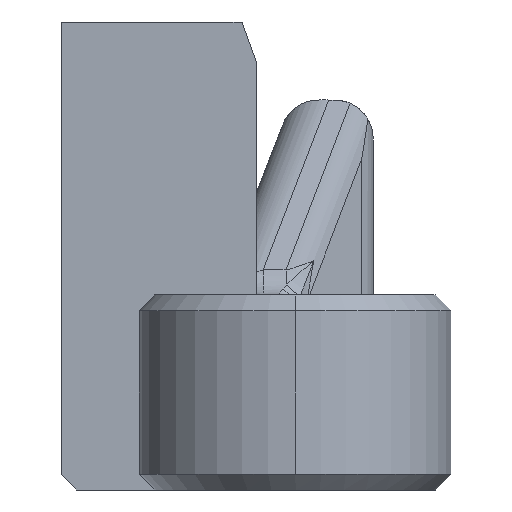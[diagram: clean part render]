
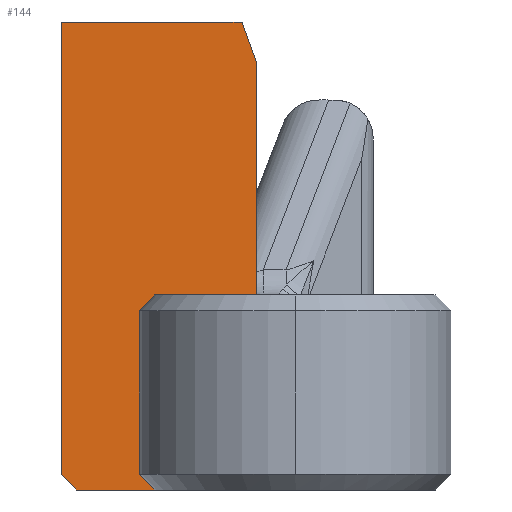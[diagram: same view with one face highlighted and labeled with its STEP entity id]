
A CAD part, left-side view. The second image highlights one B-rep face of the part: STEP entity #144.
In plain terms, the highlighted planar face has unit normal (-1, 0, 0).
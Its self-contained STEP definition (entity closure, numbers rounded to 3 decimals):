
#7 = ORIENTED_EDGE ( 'NONE', *, *, #291, .F. ) ;
#19 = EDGE_CURVE ( 'NONE', #1257, #1959, #2374, .T. ) ;
#27 = ORIENTED_EDGE ( 'NONE', *, *, #34, .F. ) ;
#31 = VERTEX_POINT ( 'NONE', #942 ) ;
#34 = EDGE_CURVE ( 'NONE', #932, #1171, #2434, .T. ) ;
#40 = LINE ( 'NONE', #1765, #693 ) ;
#44 = EDGE_CURVE ( 'NONE', #1171, #806, #437, .T. ) ;
#81 = ORIENTED_EDGE ( 'NONE', *, *, #812, .F. ) ;
#111 = VECTOR ( 'NONE', #2143, 1000. ) ;
#144 = ADVANCED_FACE ( 'NONE', ( #2015 ), #1052, .F. ) ;
#194 = VECTOR ( 'NONE', #765, 1000. ) ;
#215 = EDGE_CURVE ( 'NONE', #31, #1257, #2363, .T. ) ;
#291 = EDGE_CURVE ( 'NONE', #806, #1975, #1991, .T. ) ;
#384 = CARTESIAN_POINT ( 'NONE',  ( -29., 2., 5. ) ) ;
#397 = VECTOR ( 'NONE', #597, 1000. ) ;
#437 = LINE ( 'NONE', #1798, #1681 ) ;
#455 = DIRECTION ( 'NONE',  ( 0., -0.707, -0.707 ) ) ;
#486 = DIRECTION ( 'NONE',  ( 0., 0., -1. ) ) ;
#502 = CARTESIAN_POINT ( 'NONE',  ( -29., 14., 0. ) ) ;
#524 = VECTOR ( 'NONE', #2002, 1000. ) ;
#597 = DIRECTION ( 'NONE',  ( 0., 0., -1. ) ) ;
#634 = LINE ( 'NONE', #1377, #397 ) ;
#693 = VECTOR ( 'NONE', #1880, 1000. ) ;
#695 = CARTESIAN_POINT ( 'NONE',  ( -29., 2.364, 12. ) ) ;
#740 = EDGE_CURVE ( 'NONE', #1716, #932, #634, .T. ) ;
#741 = CARTESIAN_POINT ( 'NONE',  ( -29., 5., 4.6 ) ) ;
#743 = DIRECTION ( 'NONE',  ( 0., -1., 0. ) ) ;
#746 = CARTESIAN_POINT ( 'NONE',  ( -29., 5., 0.4 ) ) ;
#765 = DIRECTION ( 'NONE',  ( 0., 0., 1. ) ) ;
#806 = VERTEX_POINT ( 'NONE', #989 ) ;
#812 = EDGE_CURVE ( 'NONE', #1959, #1497, #1602, .T. ) ;
#817 = DIRECTION ( 'NONE',  ( 0., 1., 0. ) ) ;
#901 = ORIENTED_EDGE ( 'NONE', *, *, #1385, .F. ) ;
#913 = CARTESIAN_POINT ( 'NONE',  ( -29., 7., 12. ) ) ;
#932 = VERTEX_POINT ( 'NONE', #746 ) ;
#942 = CARTESIAN_POINT ( 'NONE',  ( -29., 7., 12. ) ) ;
#948 = LINE ( 'NONE', #384, #2416 ) ;
#973 = CARTESIAN_POINT ( 'NONE',  ( -29., 2., 5. ) ) ;
#981 = CARTESIAN_POINT ( 'NONE',  ( -29., 7., 0.4 ) ) ;
#989 = CARTESIAN_POINT ( 'NONE',  ( -29., 6.6, 0. ) ) ;
#1002 = DIRECTION ( 'NONE',  ( 1., 0., 0. ) ) ;
#1052 = PLANE ( 'NONE',  #1543 ) ;
#1086 = VECTOR ( 'NONE', #455, 1000. ) ;
#1171 = VERTEX_POINT ( 'NONE', #1995 ) ;
#1257 = VERTEX_POINT ( 'NONE', #1596 ) ;
#1273 = CARTESIAN_POINT ( 'NONE',  ( -29., 2., 11. ) ) ;
#1377 = CARTESIAN_POINT ( 'NONE',  ( -29., 5., 4.6 ) ) ;
#1385 = EDGE_CURVE ( 'NONE', #1975, #31, #2258, .T. ) ;
#1391 = ORIENTED_EDGE ( 'NONE', *, *, #740, .F. ) ;
#1445 = DIRECTION ( 'NONE',  ( 0., -0.342, -0.94 ) ) ;
#1451 = ORIENTED_EDGE ( 'NONE', *, *, #44, .F. ) ;
#1497 = VERTEX_POINT ( 'NONE', #973 ) ;
#1543 = AXIS2_PLACEMENT_3D ( 'NONE', #502, #1002, #486 ) ;
#1596 = CARTESIAN_POINT ( 'NONE',  ( -29., 2.364, 12. ) ) ;
#1602 = LINE ( 'NONE', #2164, #111 ) ;
#1681 = VECTOR ( 'NONE', #817, 1000. ) ;
#1716 = VERTEX_POINT ( 'NONE', #741 ) ;
#1721 = DIRECTION ( 'NONE',  ( 0., 1., 0. ) ) ;
#1742 = EDGE_LOOP ( 'NONE', ( #7, #1451, #27, #1391, #2430, #1830, #81, #1826, #1913, #901 ) ) ;
#1765 = CARTESIAN_POINT ( 'NONE',  ( -29., 4.6, 5. ) ) ;
#1775 = CARTESIAN_POINT ( 'NONE',  ( -29., 6.6, 0. ) ) ;
#1798 = CARTESIAN_POINT ( 'NONE',  ( -29., 4.6, 0. ) ) ;
#1826 = ORIENTED_EDGE ( 'NONE', *, *, #19, .F. ) ;
#1830 = ORIENTED_EDGE ( 'NONE', *, *, #2376, .F. ) ;
#1855 = EDGE_CURVE ( 'NONE', #2366, #1716, #40, .T. ) ;
#1858 = VECTOR ( 'NONE', #743, 1000. ) ;
#1880 = DIRECTION ( 'NONE',  ( 0., 0.707, -0.707 ) ) ;
#1882 = CARTESIAN_POINT ( 'NONE',  ( -29., 4.6, 5. ) ) ;
#1913 = ORIENTED_EDGE ( 'NONE', *, *, #215, .F. ) ;
#1959 = VERTEX_POINT ( 'NONE', #1273 ) ;
#1961 = CARTESIAN_POINT ( 'NONE',  ( -29., 7., 0.4 ) ) ;
#1975 = VERTEX_POINT ( 'NONE', #1961 ) ;
#1985 = CARTESIAN_POINT ( 'NONE',  ( -29., 5., 0.4 ) ) ;
#1991 = LINE ( 'NONE', #1775, #524 ) ;
#1995 = CARTESIAN_POINT ( 'NONE',  ( -29., 4.6, 0. ) ) ;
#2002 = DIRECTION ( 'NONE',  ( 0., 0.707, 0.707 ) ) ;
#2015 = FACE_OUTER_BOUND ( 'NONE', #1742, .T. ) ;
#2143 = DIRECTION ( 'NONE',  ( 0., 0., -1. ) ) ;
#2164 = CARTESIAN_POINT ( 'NONE',  ( -29., 2., 11. ) ) ;
#2258 = LINE ( 'NONE', #981, #194 ) ;
#2332 = VECTOR ( 'NONE', #1445, 1000. ) ;
#2363 = LINE ( 'NONE', #913, #1858 ) ;
#2366 = VERTEX_POINT ( 'NONE', #1882 ) ;
#2374 = LINE ( 'NONE', #695, #2332 ) ;
#2376 = EDGE_CURVE ( 'NONE', #1497, #2366, #948, .T. ) ;
#2416 = VECTOR ( 'NONE', #1721, 1000. ) ;
#2430 = ORIENTED_EDGE ( 'NONE', *, *, #1855, .F. ) ;
#2434 = LINE ( 'NONE', #1985, #1086 ) ;
